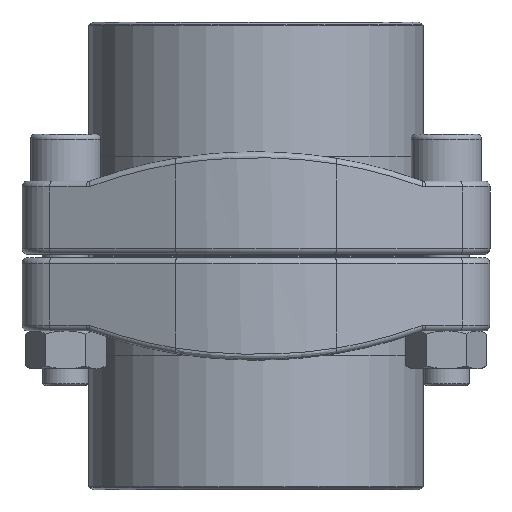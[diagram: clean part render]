
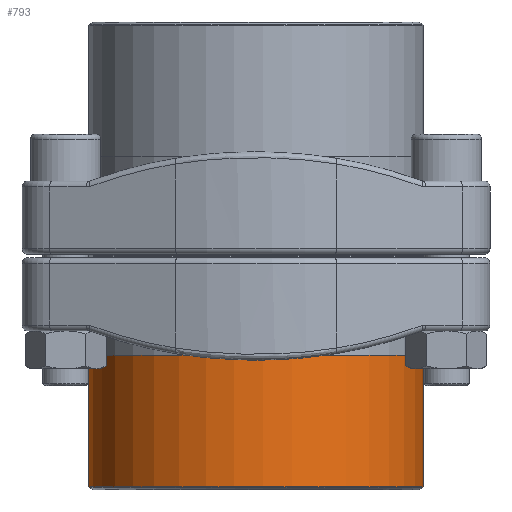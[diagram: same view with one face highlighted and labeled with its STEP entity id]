
A CAD part, front view. The second image highlights one B-rep face of the part: STEP entity #793.
In plain terms, the highlighted cylindrical face has radius 57.15 mm (diameter 114.3 mm), a full revolution.
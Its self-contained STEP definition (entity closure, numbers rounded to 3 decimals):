
#475=FACE_BOUND('',#1259,.T.);
#476=FACE_BOUND('',#1260,.T.);
#793=ADVANCED_FACE('',(#475,#476),#936,.T.);
#936=CYLINDRICAL_SURFACE('',#3582,57.15);
#1259=EDGE_LOOP('',(#1987));
#1260=EDGE_LOOP('',(#1988));
#1987=ORIENTED_EDGE('',*,*,#2900,.T.);
#1988=ORIENTED_EDGE('',*,*,#2901,.T.);
#2567=VERTEX_POINT('',#5678);
#2568=VERTEX_POINT('',#5680);
#2900=EDGE_CURVE('',#2567,#2567,#3233,.T.);
#2901=EDGE_CURVE('',#2568,#2568,#3234,.T.);
#3233=CIRCLE('',#3580,57.15);
#3234=CIRCLE('',#3581,57.15);
#3580=AXIS2_PLACEMENT_3D('',#5677,#4318,#4319);
#3581=AXIS2_PLACEMENT_3D('',#5679,#4320,#4321);
#3582=AXIS2_PLACEMENT_3D('',#5681,#4322,#4323);
#4318=DIRECTION('',(1.,0.,0.));
#4319=DIRECTION('',(0.,0.,-1.));
#4320=DIRECTION('',(-1.,0.,0.));
#4321=DIRECTION('',(0.,0.,-1.));
#4322=DIRECTION('',(-1.,0.,0.));
#4323=DIRECTION('',(0.,0.,1.));
#5677=CARTESIAN_POINT('',(34.002,0.,0.));
#5678=CARTESIAN_POINT('',(34.002,0.,-57.15));
#5679=CARTESIAN_POINT('',(78.903,0.,0.));
#5680=CARTESIAN_POINT('',(78.903,0.,-57.15));
#5681=CARTESIAN_POINT('',(0.,0.,0.));
